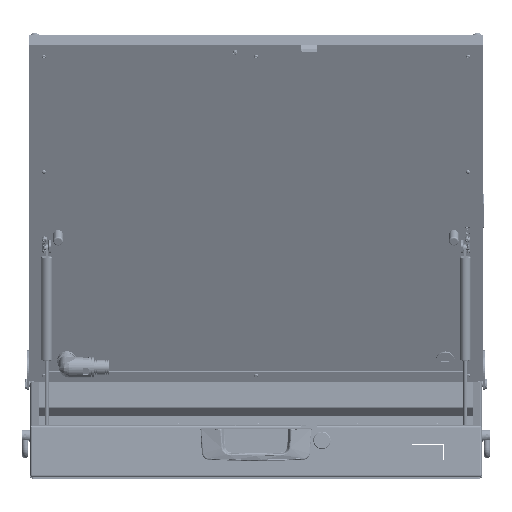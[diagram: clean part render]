
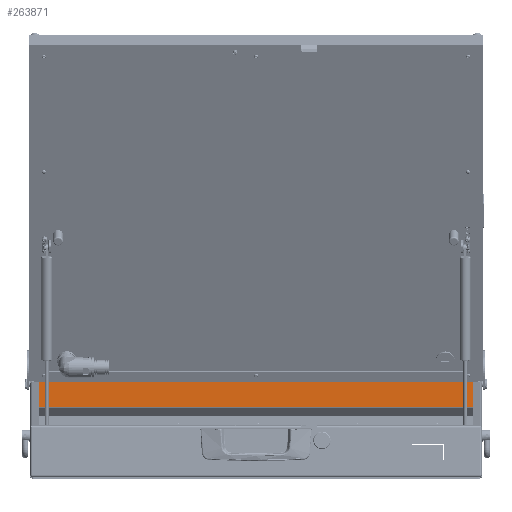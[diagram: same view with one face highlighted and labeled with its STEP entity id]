
A CAD part, top view. The second image highlights one B-rep face of the part: STEP entity #263871.
In plain terms, the highlighted planar face has unit normal (0, 0, 1).
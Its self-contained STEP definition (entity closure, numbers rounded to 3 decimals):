
#4530 = EDGE_CURVE ( 'NONE', #147320, #92393, #210364, .T. ) ;
#6383 = LINE ( 'NONE', #169739, #56649 ) ;
#9711 = VECTOR ( 'NONE', #19053, 1000. ) ;
#9814 = DIRECTION ( 'NONE',  ( 0., 0., -1. ) ) ;
#10420 = ORIENTED_EDGE ( 'NONE', *, *, #232636, .T. ) ;
#19053 = DIRECTION ( 'NONE',  ( 0., -1., 0. ) ) ;
#26887 = DIRECTION ( 'NONE',  ( -1., 0., 0. ) ) ;
#44251 = CARTESIAN_POINT ( 'NONE',  ( -323., 138.158, -255. ) ) ;
#53793 = DIRECTION ( 'NONE',  ( 0., -1., 0. ) ) ;
#56589 = CARTESIAN_POINT ( 'NONE',  ( -323., 138.404, -255. ) ) ;
#56649 = VECTOR ( 'NONE', #132267, 1000. ) ;
#68670 = DIRECTION ( 'NONE',  ( 1., 0., 0. ) ) ;
#70363 = VECTOR ( 'NONE', #224453, 1000. ) ;
#71343 = CARTESIAN_POINT ( 'NONE',  ( 323., 138.404, -255. ) ) ;
#71468 = VECTOR ( 'NONE', #68670, 1000. ) ;
#92393 = VERTEX_POINT ( 'NONE', #203381 ) ;
#96599 = CARTESIAN_POINT ( 'NONE',  ( 323., 102.414, -255. ) ) ;
#109444 = VERTEX_POINT ( 'NONE', #127498 ) ;
#111083 = EDGE_CURVE ( 'NONE', #147320, #248582, #184221, .T. ) ;
#118150 = LINE ( 'NONE', #56589, #9711 ) ;
#118665 = CARTESIAN_POINT ( 'NONE',  ( 323., 138.404, -255. ) ) ;
#122630 = EDGE_LOOP ( 'NONE', ( #10420, #156395, #143183, #127147, #158497, #215605 ) ) ;
#123492 = EDGE_CURVE ( 'NONE', #248582, #143952, #175635, .T. ) ;
#127147 = ORIENTED_EDGE ( 'NONE', *, *, #111083, .F. ) ;
#127498 = CARTESIAN_POINT ( 'NONE',  ( -323., 102.414, -255. ) ) ;
#130301 = LINE ( 'NONE', #132949, #71468 ) ;
#132267 = DIRECTION ( 'NONE',  ( 0., -1., 0. ) ) ;
#132394 = CARTESIAN_POINT ( 'NONE',  ( 323., 138.158, -255. ) ) ;
#132949 = CARTESIAN_POINT ( 'NONE',  ( 323., 102.414, -255. ) ) ;
#136902 = PLANE ( 'NONE',  #192846 ) ;
#143183 = ORIENTED_EDGE ( 'NONE', *, *, #123492, .F. ) ;
#143952 = VERTEX_POINT ( 'NONE', #96599 ) ;
#147320 = VERTEX_POINT ( 'NONE', #153987 ) ;
#153910 = VERTEX_POINT ( 'NONE', #44251 ) ;
#153987 = CARTESIAN_POINT ( 'NONE',  ( 323., 138.404, -255. ) ) ;
#154511 = EDGE_CURVE ( 'NONE', #92393, #153910, #118150, .T. ) ;
#156395 = ORIENTED_EDGE ( 'NONE', *, *, #243491, .T. ) ;
#158497 = ORIENTED_EDGE ( 'NONE', *, *, #4530, .T. ) ;
#159467 = CARTESIAN_POINT ( 'NONE',  ( 323., 140., -255. ) ) ;
#169739 = CARTESIAN_POINT ( 'NONE',  ( -323., 138.404, -255. ) ) ;
#175635 = LINE ( 'NONE', #159467, #263366 ) ;
#184221 = LINE ( 'NONE', #118665, #70363 ) ;
#190256 = CARTESIAN_POINT ( 'NONE',  ( 323., 138.404, -255. ) ) ;
#192846 = AXIS2_PLACEMENT_3D ( 'NONE', #71343, #9814, #216054 ) ;
#203381 = CARTESIAN_POINT ( 'NONE',  ( -323., 138.404, -255. ) ) ;
#210364 = LINE ( 'NONE', #190256, #254363 ) ;
#215605 = ORIENTED_EDGE ( 'NONE', *, *, #154511, .T. ) ;
#216054 = DIRECTION ( 'NONE',  ( -1., 0., 0. ) ) ;
#224453 = DIRECTION ( 'NONE',  ( 0., -1., 0. ) ) ;
#232636 = EDGE_CURVE ( 'NONE', #153910, #109444, #6383, .T. ) ;
#243491 = EDGE_CURVE ( 'NONE', #109444, #143952, #130301, .T. ) ;
#248582 = VERTEX_POINT ( 'NONE', #132394 ) ;
#253587 = FACE_OUTER_BOUND ( 'NONE', #122630, .T. ) ;
#254363 = VECTOR ( 'NONE', #26887, 1000. ) ;
#263366 = VECTOR ( 'NONE', #53793, 1000. ) ;
#263871 = ADVANCED_FACE ( 'NONE', ( #253587 ), #136902, .F. ) ;
